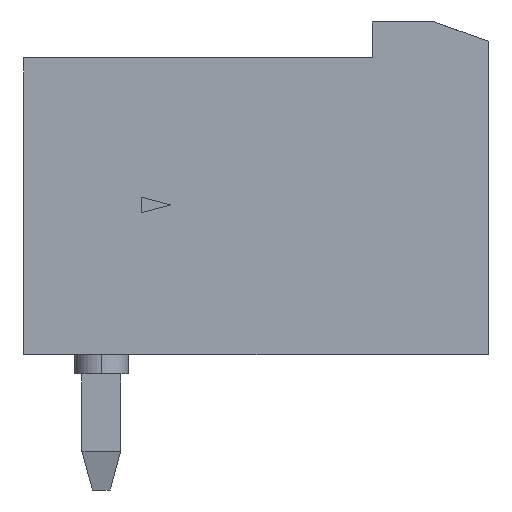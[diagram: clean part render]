
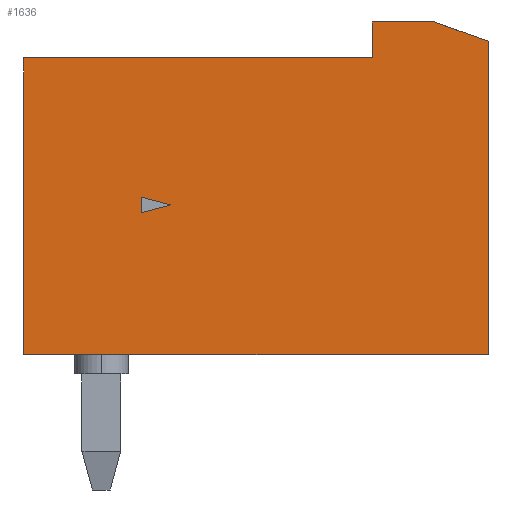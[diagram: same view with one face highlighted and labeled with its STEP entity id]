
A CAD part, left-side view. The second image highlights one B-rep face of the part: STEP entity #1636.
In plain terms, the highlighted planar face has unit normal (-1, 0, 0).
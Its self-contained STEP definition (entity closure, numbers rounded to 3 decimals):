
#1547=CARTESIAN_POINT('',(-31.48,2.6,-0.43));
#1548=DIRECTION('',(-1.0,0.0,0.0));
#1549=DIRECTION('',(0.0,-1.0,0.0));
#1550=AXIS2_PLACEMENT_3D('',#1547,#1548,#1549);
#1551=PLANE('',#1550);
#1552=CARTESIAN_POINT('',(-31.48,-10.,8.1));
#1553=VERTEX_POINT('',#1552);
#1554=CARTESIAN_POINT('',(-31.48,-10.,0.0));
#1555=VERTEX_POINT('',#1554);
#1556=CARTESIAN_POINT('',(-31.48,-10.,8.1));
#1557=DIRECTION('',(0.0,0.0,-1.0));
#1558=VECTOR('',#1557,8.1);
#1559=LINE('',#1556,#1558);
#1560=EDGE_CURVE('',#1553,#1555,#1559,.T.);
#1561=ORIENTED_EDGE('',*,*,#1560,.F.);
#1562=CARTESIAN_POINT('',(-31.48,-8.626,8.6));
#1563=VERTEX_POINT('',#1562);
#1564=CARTESIAN_POINT('',(-31.48,-8.626,8.6));
#1565=DIRECTION('',(0.0,-0.94,-0.342));
#1566=VECTOR('',#1565,1.462);
#1567=LINE('',#1564,#1566);
#1568=EDGE_CURVE('',#1563,#1553,#1567,.T.);
#1569=ORIENTED_EDGE('',*,*,#1568,.F.);
#1570=CARTESIAN_POINT('',(-31.48,-7.,8.6));
#1571=VERTEX_POINT('',#1570);
#1572=CARTESIAN_POINT('',(-31.48,-7.,8.6));
#1573=DIRECTION('',(0.0,-1.0,0.0));
#1574=VECTOR('',#1573,1.626);
#1575=LINE('',#1572,#1574);
#1576=EDGE_CURVE('',#1571,#1563,#1575,.T.);
#1577=ORIENTED_EDGE('',*,*,#1576,.F.);
#1578=CARTESIAN_POINT('',(-31.48,-7.,7.67));
#1579=VERTEX_POINT('',#1578);
#1580=CARTESIAN_POINT('',(-31.48,-7.,7.67));
#1581=DIRECTION('',(0.0,0.0,1.0));
#1582=VECTOR('',#1581,0.93);
#1583=LINE('',#1580,#1582);
#1584=EDGE_CURVE('',#1579,#1571,#1583,.T.);
#1585=ORIENTED_EDGE('',*,*,#1584,.F.);
#1586=CARTESIAN_POINT('',(-31.48,2.,7.67));
#1587=VERTEX_POINT('',#1586);
#1588=CARTESIAN_POINT('',(-31.48,2.,7.67));
#1589=DIRECTION('',(0.0,-1.0,0.0));
#1590=VECTOR('',#1589,9.0);
#1591=LINE('',#1588,#1590);
#1592=EDGE_CURVE('',#1587,#1579,#1591,.T.);
#1593=ORIENTED_EDGE('',*,*,#1592,.F.);
#1594=CARTESIAN_POINT('',(-31.48,2.,0.0));
#1595=VERTEX_POINT('',#1594);
#1596=CARTESIAN_POINT('',(-31.48,2.,7.67));
#1597=DIRECTION('',(0.0,0.0,-1.0));
#1598=VECTOR('',#1597,7.67);
#1599=LINE('',#1596,#1598);
#1600=EDGE_CURVE('',#1587,#1595,#1599,.T.);
#1601=ORIENTED_EDGE('',*,*,#1600,.T.);
#1602=CARTESIAN_POINT('',(-31.48,-10.,0.0));
#1603=DIRECTION('',(0.0,1.0,0.0));
#1604=VECTOR('',#1603,12.0);
#1605=LINE('',#1602,#1604);
#1606=EDGE_CURVE('',#1555,#1595,#1605,.T.);
#1607=ORIENTED_EDGE('',*,*,#1606,.F.);
#1608=EDGE_LOOP('',(#1561,#1569,#1577,#1585,#1593,#1601,#1607));
#1609=FACE_OUTER_BOUND('',#1608,.T.);
#1610=CARTESIAN_POINT('',(-31.48,-1.05,4.071));
#1611=VERTEX_POINT('',#1610);
#1612=CARTESIAN_POINT('',(-31.48,-1.8,3.87));
#1613=VERTEX_POINT('',#1612);
#1614=CARTESIAN_POINT('',(-31.48,-1.05,4.071));
#1615=DIRECTION('',(0.0,-0.966,-0.259));
#1616=VECTOR('',#1615,0.776);
#1617=LINE('',#1614,#1616);
#1618=EDGE_CURVE('',#1611,#1613,#1617,.T.);
#1619=ORIENTED_EDGE('',*,*,#1618,.T.);
#1620=CARTESIAN_POINT('',(-31.48,-1.05,3.669));
#1621=VERTEX_POINT('',#1620);
#1622=CARTESIAN_POINT('',(-31.48,-1.8,3.87));
#1623=DIRECTION('',(0.0,0.966,-0.259));
#1624=VECTOR('',#1623,0.776);
#1625=LINE('',#1622,#1624);
#1626=EDGE_CURVE('',#1613,#1621,#1625,.T.);
#1627=ORIENTED_EDGE('',*,*,#1626,.T.);
#1628=CARTESIAN_POINT('',(-31.48,-1.05,3.669));
#1629=DIRECTION('',(0.0,0.0,1.0));
#1630=VECTOR('',#1629,0.402);
#1631=LINE('',#1628,#1630);
#1632=EDGE_CURVE('',#1621,#1611,#1631,.T.);
#1633=ORIENTED_EDGE('',*,*,#1632,.T.);
#1634=EDGE_LOOP('',(#1619,#1627,#1633));
#1635=FACE_BOUND('',#1634,.T.);
#1636=ADVANCED_FACE('',(#1609,#1635),#1551,.T.);
